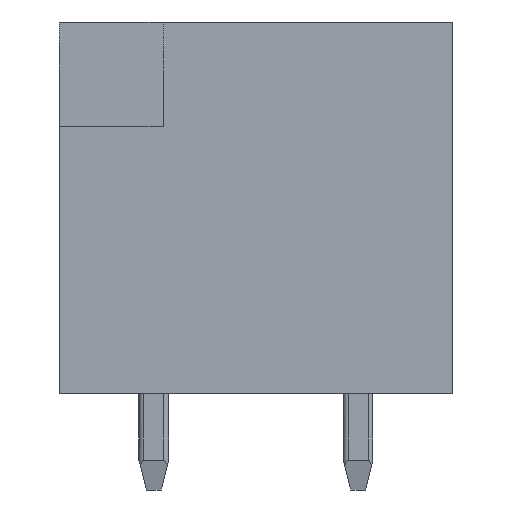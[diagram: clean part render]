
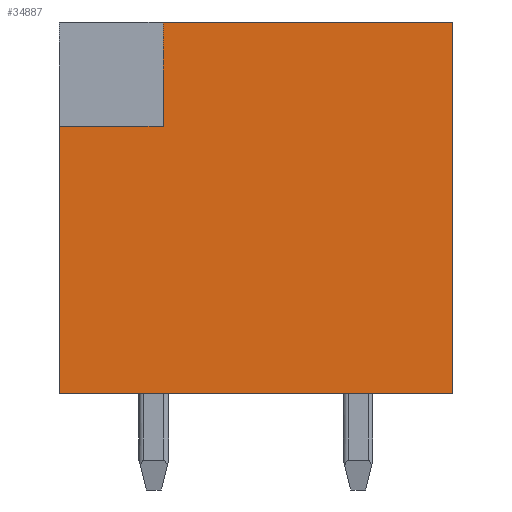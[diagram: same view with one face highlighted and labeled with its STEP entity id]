
A CAD part, left-side view. The second image highlights one B-rep face of the part: STEP entity #34887.
In plain terms, the highlighted planar face has unit normal (-1, 0, 0).
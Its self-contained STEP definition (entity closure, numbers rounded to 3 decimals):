
#9=DIRECTION('',(0.,1.,0.));
#10=VECTOR('',#9,10.6);
#11=CARTESIAN_POINT('',(-45.9,-5.3,-6.3));
#12=LINE('',#11,#10);
#2222=DIRECTION('',(0.,1.,0.));
#2223=VECTOR('',#2222,7.8);
#2224=CARTESIAN_POINT('',(-45.9,-5.3,3.7));
#2225=LINE('',#2224,#2223);
#13706=DIRECTION('',(0.,-1.,0.));
#13707=VECTOR('',#13706,2.8);
#13708=CARTESIAN_POINT('',(-45.9,5.3,0.9));
#13709=LINE('',#13708,#13707);
#13710=DIRECTION('',(0.,0.,-1.));
#13711=VECTOR('',#13710,2.8);
#13712=CARTESIAN_POINT('',(-45.9,2.5,3.7));
#13713=LINE('',#13712,#13711);
#13714=DIRECTION('',(0.,0.,-1.));
#13715=VECTOR('',#13714,10.);
#13716=CARTESIAN_POINT('',(-45.9,-5.3,3.7));
#13717=LINE('',#13716,#13715);
#13722=DIRECTION('',(0.,0.,-1.));
#13723=VECTOR('',#13722,7.2);
#13724=CARTESIAN_POINT('',(-45.9,5.3,0.9));
#13725=LINE('',#13724,#13723);
#17311=CARTESIAN_POINT('',(-45.9,-5.3,-6.3));
#17312=CARTESIAN_POINT('',(-45.9,5.3,-6.3));
#17313=VERTEX_POINT('',#17311);
#17314=VERTEX_POINT('',#17312);
#17315=CARTESIAN_POINT('',(-45.9,-5.3,3.7));
#17316=VERTEX_POINT('',#17315);
#17351=CARTESIAN_POINT('',(-45.9,2.5,0.9));
#17352=VERTEX_POINT('',#17351);
#17355=CARTESIAN_POINT('',(-45.9,5.3,0.9));
#17356=VERTEX_POINT('',#17355);
#17359=CARTESIAN_POINT('',(-45.9,2.5,3.7));
#17360=VERTEX_POINT('',#17359);
#34873=CARTESIAN_POINT('',(-45.9,-5.3,3.7));
#34874=DIRECTION('',(1.,0.,0.));
#34875=DIRECTION('',(0.,1.,0.));
#34876=AXIS2_PLACEMENT_3D('',#34873,#34874,#34875);
#34877=PLANE('',#34876);
#34878=ORIENTED_EDGE('',*,*,#34853,.T.);
#34879=ORIENTED_EDGE('',*,*,#34868,.F.);
#34880=ORIENTED_EDGE('',*,*,#19136,.F.);
#34881=ORIENTED_EDGE('',*,*,#17368,.T.);
#34882=ORIENTED_EDGE('',*,*,#17384,.T.);
#34884=ORIENTED_EDGE('',*,*,#34883,.F.);
#34885=EDGE_LOOP('',(#34878,#34879,#34880,#34881,#34882,#34884));
#34886=FACE_OUTER_BOUND('',#34885,.F.);
#34887=ADVANCED_FACE('',(#34886),#34877,.F.);
#17368=EDGE_CURVE('',#17316,#17313,#13717,.T.);
#17384=EDGE_CURVE('',#17313,#17314,#12,.T.);
#19136=EDGE_CURVE('',#17316,#17360,#2225,.T.);
#34853=EDGE_CURVE('',#17356,#17352,#13709,.T.);
#34868=EDGE_CURVE('',#17360,#17352,#13713,.T.);
#34883=EDGE_CURVE('',#17356,#17314,#13725,.T.);
